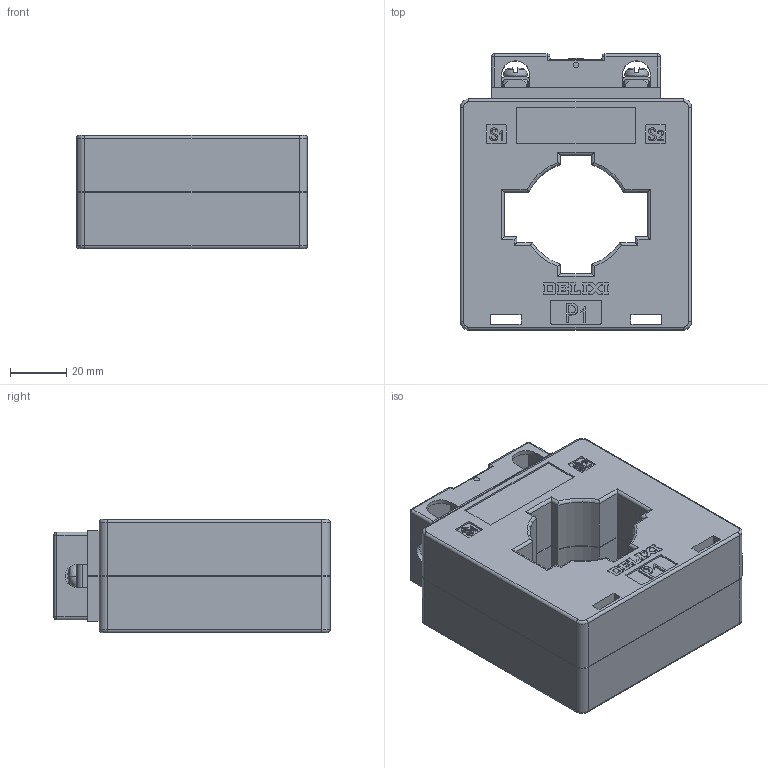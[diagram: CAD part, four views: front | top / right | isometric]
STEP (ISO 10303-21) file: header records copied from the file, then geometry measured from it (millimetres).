
FILE_DESCRIPTION (( 'STEP AP203' ), '1' );
FILE_NAME ('50型超声波装配体1.STEP', '2024-10-31T01:55:17', ( '微软用户' ), ( '微软中国' ), 'SwSTEP 2.0', 'SolidWorks 2019', '' );
FILE_SCHEMA (( 'CONFIG_CONTROL_DESIGN' ));
Length unit declared in the file: millimetre
Products named in the file (7): 裔陔; 50    P2-3; 50倰閉汒疏蚾饜极1; 諉盄啣; 50  P1-3; 肣И璃5x10; 諉盄蹟佪
Assembly tree (10 placements, depth 2):
  50倰閉汒疏蚾饜极1
    50    P2-3
    50  P1-3
    肣И璃5x10  x2
    諉盄啣  x2
    諉盄蹟佪  x2
    裔陔  x2
Bounding box: 82 x 98 x 40.2 mm (x, y, z)
Volume: 72175.6 mm3; surface area: 82150.6 mm2
Topology: 10 solids, 10 shells, 1469 faces, 4007 edges, 2600 vertices
Faces by surface type: plane 1020, cylinder 290, bspline 95, torus 24, sphere 24, cone 16
Entity records: 43122 total; most frequent: CARTESIAN_POINT 12800, ORIENTED_EDGE 6434, DIRECTION 5621, EDGE_CURVE 3217, LINE 2539, VECTOR 2539, VERTEX_POINT 2104, AXIS2_PLACEMENT_3D 1541
